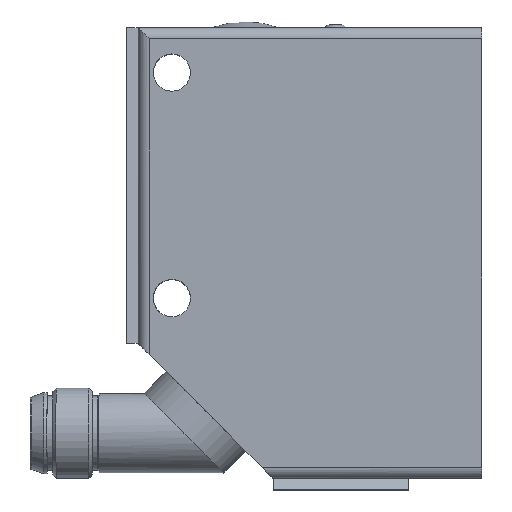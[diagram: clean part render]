
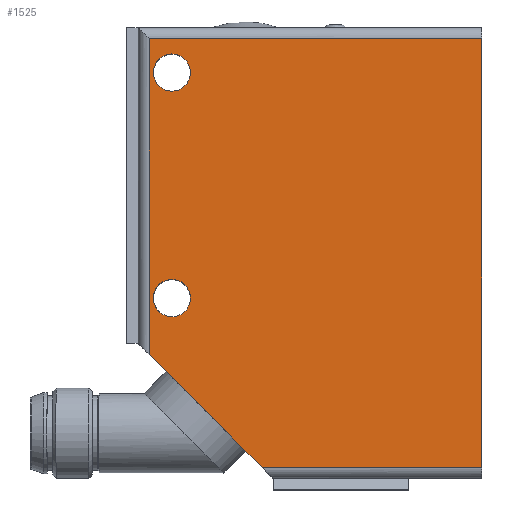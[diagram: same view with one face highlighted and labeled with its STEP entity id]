
A CAD part, top view. The second image highlights one B-rep face of the part: STEP entity #1525.
In plain terms, the highlighted planar face has unit normal (0, 0, 1).
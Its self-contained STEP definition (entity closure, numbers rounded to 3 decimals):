
#94=FACE_BOUND('',#420,.T.);
#95=FACE_BOUND('',#421,.T.);
#149=CIRCLE('',#1659,1.65);
#150=CIRCLE('',#1660,1.65);
#298=FACE_OUTER_BOUND('',#419,.T.);
#419=EDGE_LOOP('',(#1141,#1142,#1143,#1144,#1145));
#420=EDGE_LOOP('',(#1146));
#421=EDGE_LOOP('',(#1147));
#571=LINE('',#2360,#679);
#572=LINE('',#2362,#680);
#573=LINE('',#2364,#681);
#574=LINE('',#2366,#682);
#575=LINE('',#2367,#683);
#679=VECTOR('',#1902,29.5);
#680=VECTOR('',#1903,28.);
#681=VECTOR('',#1904,14.142);
#682=VECTOR('',#1905,19.5);
#683=VECTOR('',#1906,38.);
#800=VERTEX_POINT('',#2358);
#801=VERTEX_POINT('',#2359);
#802=VERTEX_POINT('',#2361);
#803=VERTEX_POINT('',#2363);
#804=VERTEX_POINT('',#2365);
#805=VERTEX_POINT('',#2368);
#806=VERTEX_POINT('',#2370);
#942=EDGE_CURVE('',#800,#801,#571,.T.);
#943=EDGE_CURVE('',#802,#800,#572,.T.);
#944=EDGE_CURVE('',#802,#803,#573,.T.);
#945=EDGE_CURVE('',#804,#803,#574,.T.);
#946=EDGE_CURVE('',#804,#801,#575,.T.);
#947=EDGE_CURVE('',#805,#805,#149,.T.);
#948=EDGE_CURVE('',#806,#806,#150,.T.);
#1141=ORIENTED_EDGE('',*,*,#942,.F.);
#1142=ORIENTED_EDGE('',*,*,#943,.F.);
#1143=ORIENTED_EDGE('',*,*,#944,.T.);
#1144=ORIENTED_EDGE('',*,*,#945,.F.);
#1145=ORIENTED_EDGE('',*,*,#946,.T.);
#1146=ORIENTED_EDGE('',*,*,#947,.T.);
#1147=ORIENTED_EDGE('',*,*,#948,.T.);
#1454=PLANE('',#1658);
#1525=ADVANCED_FACE('',(#298,#94,#95),#1454,.T.);
#1658=AXIS2_PLACEMENT_3D('',#2357,#1900,#1901);
#1659=AXIS2_PLACEMENT_3D('',#2369,#1907,#1908);
#1660=AXIS2_PLACEMENT_3D('',#2371,#1909,#1910);
#1900=DIRECTION('center_axis',(0.,0.,1.));
#1901=DIRECTION('ref_axis',(1.,0.,0.));
#1902=DIRECTION('',(1.,0.,0.));
#1903=DIRECTION('',(0.,1.,0.));
#1904=DIRECTION('',(0.707,-0.707,0.));
#1905=DIRECTION('',(-1.,0.,0.));
#1906=DIRECTION('',(0.,1.,0.));
#1907=DIRECTION('center_axis',(0.,0.,-1.));
#1908=DIRECTION('ref_axis',(-1.,0.,0.));
#1909=DIRECTION('center_axis',(0.,0.,-1.));
#1910=DIRECTION('ref_axis',(-1.,0.,0.));
#2357=CARTESIAN_POINT('Origin',(-4.408,-17.75,7.296));
#2358=CARTESIAN_POINT('',(-19.158,20.25,7.296));
#2359=CARTESIAN_POINT('',(10.342,20.25,7.296));
#2360=CARTESIAN_POINT('',(-19.158,20.25,7.296));
#2361=CARTESIAN_POINT('',(-19.158,-7.75,7.296));
#2362=CARTESIAN_POINT('',(-19.158,-7.75,7.296));
#2363=CARTESIAN_POINT('',(-9.158,-17.75,7.296));
#2364=CARTESIAN_POINT('',(-19.158,-7.75,7.296));
#2365=CARTESIAN_POINT('',(10.342,-17.75,7.296));
#2366=CARTESIAN_POINT('',(10.342,-17.75,7.296));
#2367=CARTESIAN_POINT('',(10.342,-17.75,7.296));
#2368=CARTESIAN_POINT('',(-15.508,17.25,7.296));
#2369=CARTESIAN_POINT('Origin',(-17.158,17.25,7.296));
#2370=CARTESIAN_POINT('',(-15.508,-2.75,7.296));
#2371=CARTESIAN_POINT('Origin',(-17.158,-2.75,7.296));
